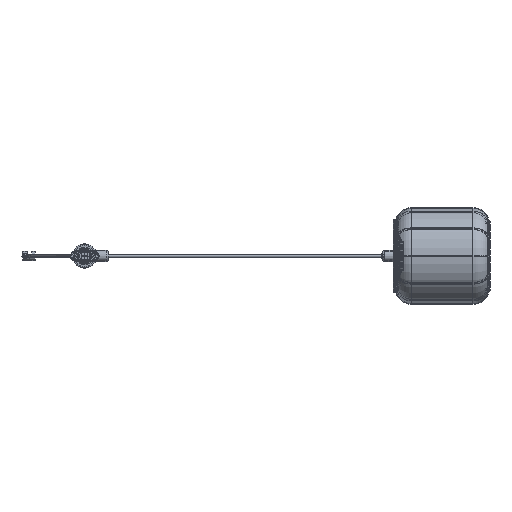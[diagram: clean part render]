
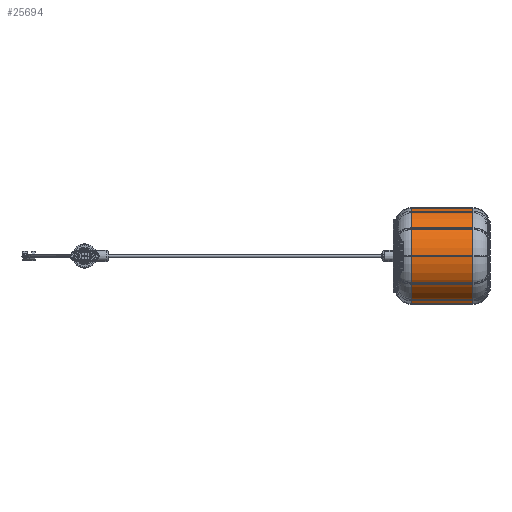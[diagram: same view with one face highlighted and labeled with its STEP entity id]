
A CAD part, left-side view. The second image highlights one B-rep face of the part: STEP entity #25694.
In plain terms, the highlighted cylindrical face has radius 83.5 mm (diameter 167 mm), a partial arc.
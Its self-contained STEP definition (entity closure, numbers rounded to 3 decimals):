
#282 = AXIS2_PLACEMENT_3D ( 'NONE', #30900, #42868, #11631 ) ;
#3223 = VERTEX_POINT ( 'NONE', #9062 ) ;
#4021 = CARTESIAN_POINT ( 'NONE',  ( 0., 24.495, 0. ) ) ;
#4053 = FACE_OUTER_BOUND ( 'NONE', #15798, .T. ) ;
#4166 = ORIENTED_EDGE ( 'NONE', *, *, #10639, .T. ) ;
#4705 = LINE ( 'NONE', #8273, #28744 ) ;
#6370 = VERTEX_POINT ( 'NONE', #12614 ) ;
#6979 = CARTESIAN_POINT ( 'NONE',  ( 0., 0., 83.5 ) ) ;
#8273 = CARTESIAN_POINT ( 'NONE',  ( 0., 0., -83.5 ) ) ;
#8771 = VECTOR ( 'NONE', #26006, 1000. ) ;
#9062 = CARTESIAN_POINT ( 'NONE',  ( 0., 24.495, -83.5 ) ) ;
#10639 = EDGE_CURVE ( 'NONE', #6370, #3223, #4705, .T. ) ;
#11631 = DIRECTION ( 'NONE',  ( 0., 0., -1. ) ) ;
#12614 = CARTESIAN_POINT ( 'NONE',  ( 0., 130.505, -83.5 ) ) ;
#13516 = AXIS2_PLACEMENT_3D ( 'NONE', #4021, #19491, #35467 ) ;
#14478 = AXIS2_PLACEMENT_3D ( 'NONE', #42628, #19009, #19517 ) ;
#15798 = EDGE_LOOP ( 'NONE', ( #32511, #31400, #4166, #23650 ) ) ;
#19009 = DIRECTION ( 'NONE',  ( 0., -1., 0. ) ) ;
#19491 = DIRECTION ( 'NONE',  ( 0., -1., 0. ) ) ;
#19517 = DIRECTION ( 'NONE',  ( 0., 0., -1. ) ) ;
#22100 = VERTEX_POINT ( 'NONE', #38041 ) ;
#22411 = EDGE_CURVE ( 'NONE', #34541, #22100, #40042, .T. ) ;
#23650 = ORIENTED_EDGE ( 'NONE', *, *, #39029, .F. ) ;
#25694 = ADVANCED_FACE ( 'NONE', ( #4053 ), #27127, .T. ) ;
#26006 = DIRECTION ( 'NONE',  ( 0., -1., 0. ) ) ;
#27127 = CYLINDRICAL_SURFACE ( 'NONE', #14478, 83.5 ) ;
#28744 = VECTOR ( 'NONE', #46800, 1000. ) ;
#30900 = CARTESIAN_POINT ( 'NONE',  ( 0., 130.505, 0. ) ) ;
#31400 = ORIENTED_EDGE ( 'NONE', *, *, #35334, .T. ) ;
#32511 = ORIENTED_EDGE ( 'NONE', *, *, #22411, .F. ) ;
#32691 = CIRCLE ( 'NONE', #282, 83.5 ) ;
#34541 = VERTEX_POINT ( 'NONE', #46849 ) ;
#35334 = EDGE_CURVE ( 'NONE', #34541, #6370, #32691, .T. ) ;
#35467 = DIRECTION ( 'NONE',  ( 0., 0., -1. ) ) ;
#37821 = CIRCLE ( 'NONE', #13516, 83.5 ) ;
#38041 = CARTESIAN_POINT ( 'NONE',  ( 0., 24.495, 83.5 ) ) ;
#39029 = EDGE_CURVE ( 'NONE', #22100, #3223, #37821, .T. ) ;
#40042 = LINE ( 'NONE', #6979, #8771 ) ;
#42628 = CARTESIAN_POINT ( 'NONE',  ( 0., 0., 0. ) ) ;
#42868 = DIRECTION ( 'NONE',  ( 0., -1., 0. ) ) ;
#46800 = DIRECTION ( 'NONE',  ( 0., -1., 0. ) ) ;
#46849 = CARTESIAN_POINT ( 'NONE',  ( 0., 130.505, 83.5 ) ) ;
